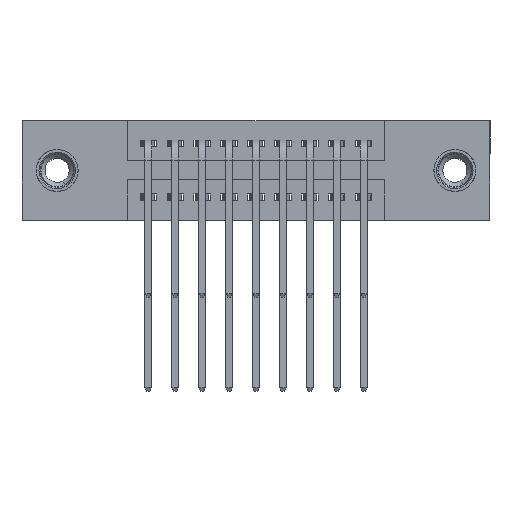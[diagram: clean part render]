
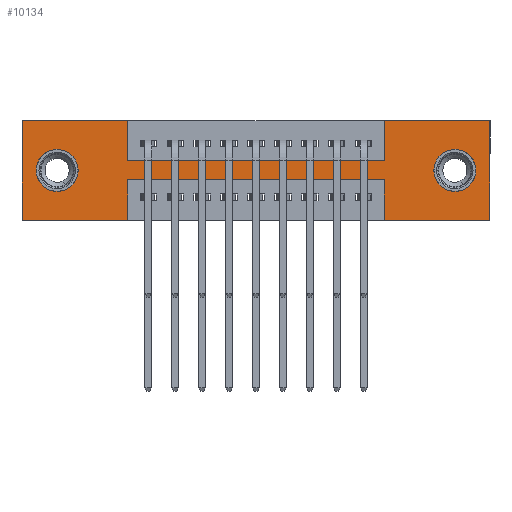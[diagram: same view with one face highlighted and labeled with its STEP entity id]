
A CAD part, front view. The second image highlights one B-rep face of the part: STEP entity #10134.
In plain terms, the highlighted planar face has unit normal (0, -1, 0).
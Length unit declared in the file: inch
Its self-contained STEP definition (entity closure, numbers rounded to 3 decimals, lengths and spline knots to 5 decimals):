
#127 = ORIENTED_EDGE ( 'NONE', *, *, #4218, .F. ) ;
#222 = VERTEX_POINT ( 'NONE', #1995 ) ;
#229 = CARTESIAN_POINT ( 'NONE',  ( 0.3925, 0., 0. ) ) ;
#969 = VERTEX_POINT ( 'NONE', #17089 ) ;
#1020 = LINE ( 'NONE', #13230, #8219 ) ;
#1086 = VECTOR ( 'NONE', #15777, 39.37008 ) ;
#1738 = CARTESIAN_POINT ( 'NONE',  ( 0.13, 0., -0.107 ) ) ;
#1771 = DIRECTION ( 'NONE',  ( 0., 0., -1. ) ) ;
#1797 = VECTOR ( 'NONE', #7723, 39.37008 ) ;
#1812 = VECTOR ( 'NONE', #3878, 39.37008 ) ;
#1827 = CARTESIAN_POINT ( 'NONE',  ( 1.605, 0., -0.263 ) ) ;
#1907 = EDGE_CURVE ( 'NONE', #11756, #16352, #7321, .T. ) ;
#1959 = DIRECTION ( 'NONE',  ( 1., 0., 0. ) ) ;
#1995 = CARTESIAN_POINT ( 'NONE',  ( 0., 0., 0. ) ) ;
#2239 = VERTEX_POINT ( 'NONE', #2428 ) ;
#2247 = EDGE_CURVE ( 'NONE', #12250, #2690, #13780, .T. ) ;
#2428 = CARTESIAN_POINT ( 'NONE',  ( 0.3925, 0., -0.15 ) ) ;
#2560 = CARTESIAN_POINT ( 'NONE',  ( 0., 0., -0.37 ) ) ;
#2690 = VERTEX_POINT ( 'NONE', #1738 ) ;
#2884 = EDGE_CURVE ( 'NONE', #4096, #6890, #16046, .T. ) ;
#3015 = CARTESIAN_POINT ( 'NONE',  ( 0.13, 0., -0.263 ) ) ;
#3054 = CARTESIAN_POINT ( 'NONE',  ( 1.735, 0., -0.37 ) ) ;
#3226 = LINE ( 'NONE', #229, #10165 ) ;
#3317 = ORIENTED_EDGE ( 'NONE', *, *, #5787, .F. ) ;
#3605 = VERTEX_POINT ( 'NONE', #9373 ) ;
#3628 = ORIENTED_EDGE ( 'NONE', *, *, #4367, .F. ) ;
#3854 = ORIENTED_EDGE ( 'NONE', *, *, #7984, .F. ) ;
#3878 = DIRECTION ( 'NONE',  ( -1., 0., 0. ) ) ;
#4016 = EDGE_CURVE ( 'NONE', #969, #8867, #4396, .T. ) ;
#4096 = VERTEX_POINT ( 'NONE', #1827 ) ;
#4218 = EDGE_CURVE ( 'NONE', #2239, #15224, #8702, .T. ) ;
#4299 = CIRCLE ( 'NONE', #5457, 0.078 ) ;
#4367 = EDGE_CURVE ( 'NONE', #8481, #12520, #16832, .T. ) ;
#4371 = CARTESIAN_POINT ( 'NONE',  ( 1.3425, 0., -0.37 ) ) ;
#4396 = LINE ( 'NONE', #7438, #14760 ) ;
#5027 = LINE ( 'NONE', #4371, #11790 ) ;
#5290 = CARTESIAN_POINT ( 'NONE',  ( 1.3425, 0., -0.37 ) ) ;
#5371 = EDGE_LOOP ( 'NONE', ( #10650, #12690 ) ) ;
#5425 = DIRECTION ( 'NONE',  ( 0., 0., -1. ) ) ;
#5457 = AXIS2_PLACEMENT_3D ( 'NONE', #5925, #15296, #7315 ) ;
#5479 = DIRECTION ( 'NONE',  ( 0., 1., 0. ) ) ;
#5689 = EDGE_CURVE ( 'NONE', #3605, #2239, #3226, .T. ) ;
#5736 = LINE ( 'NONE', #9361, #1812 ) ;
#5787 = EDGE_CURVE ( 'NONE', #12520, #969, #6156, .T. ) ;
#5925 = CARTESIAN_POINT ( 'NONE',  ( 0.13, 0., -0.185 ) ) ;
#5986 = VECTOR ( 'NONE', #10853, 39.37008 ) ;
#6115 = CARTESIAN_POINT ( 'NONE',  ( 1.735, 0., 0. ) ) ;
#6156 = LINE ( 'NONE', #13089, #1797 ) ;
#6167 = FACE_BOUND ( 'NONE', #5371, .T. ) ;
#6246 = EDGE_CURVE ( 'NONE', #2690, #12250, #4299, .T. ) ;
#6438 = ORIENTED_EDGE ( 'NONE', *, *, #2884, .T. ) ;
#6602 = DIRECTION ( 'NONE',  ( 0., 0., 1. ) ) ;
#6664 = DIRECTION ( 'NONE',  ( 0., 1., 0. ) ) ;
#6667 = CARTESIAN_POINT ( 'NONE',  ( 0.13, 0., -0.185 ) ) ;
#6890 = VERTEX_POINT ( 'NONE', #9985 ) ;
#6893 = PLANE ( 'NONE',  #9585 ) ;
#7249 = DIRECTION ( 'NONE',  ( 1., 0., 0. ) ) ;
#7315 = DIRECTION ( 'NONE',  ( 0., 0., 1. ) ) ;
#7321 = LINE ( 'NONE', #6115, #14408 ) ;
#7438 = CARTESIAN_POINT ( 'NONE',  ( 0., 0., -0.37 ) ) ;
#7599 = EDGE_CURVE ( 'NONE', #222, #3605, #11911, .T. ) ;
#7720 = CARTESIAN_POINT ( 'NONE',  ( 0.3925, 0., -0.15 ) ) ;
#7723 = DIRECTION ( 'NONE',  ( 0., 0., -1. ) ) ;
#7984 = EDGE_CURVE ( 'NONE', #9693, #11756, #10860, .T. ) ;
#8110 = AXIS2_PLACEMENT_3D ( 'NONE', #13531, #5479, #14868 ) ;
#8219 = VECTOR ( 'NONE', #14573, 39.37008 ) ;
#8223 = CIRCLE ( 'NONE', #8110, 0.078 ) ;
#8239 = DIRECTION ( 'NONE',  ( 0., -1., 0. ) ) ;
#8321 = ORIENTED_EDGE ( 'NONE', *, *, #12550, .F. ) ;
#8342 = VERTEX_POINT ( 'NONE', #5290 ) ;
#8481 = VERTEX_POINT ( 'NONE', #14976 ) ;
#8702 = LINE ( 'NONE', #7720, #1086 ) ;
#8780 = DIRECTION ( 'NONE',  ( -1., 0., 0. ) ) ;
#8867 = VERTEX_POINT ( 'NONE', #13297 ) ;
#9273 = ORIENTED_EDGE ( 'NONE', *, *, #13818, .F. ) ;
#9307 = ORIENTED_EDGE ( 'NONE', *, *, #7599, .F. ) ;
#9361 = CARTESIAN_POINT ( 'NONE',  ( 0., 0., -0.37 ) ) ;
#9373 = CARTESIAN_POINT ( 'NONE',  ( 0.3925, 0., 0. ) ) ;
#9467 = CARTESIAN_POINT ( 'NONE',  ( 0.3925, 0., -0.22 ) ) ;
#9585 = AXIS2_PLACEMENT_3D ( 'NONE', #2560, #8239, #17547 ) ;
#9693 = VERTEX_POINT ( 'NONE', #12625 ) ;
#9750 = FACE_BOUND ( 'NONE', #14058, .T. ) ;
#9985 = CARTESIAN_POINT ( 'NONE',  ( 1.605, 0., -0.107 ) ) ;
#10134 = ADVANCED_FACE ( 'NONE', ( #9750, #6167, #16409 ), #6893, .T. ) ;
#10165 = VECTOR ( 'NONE', #1771, 39.37008 ) ;
#10650 = ORIENTED_EDGE ( 'NONE', *, *, #6246, .T. ) ;
#10853 = DIRECTION ( 'NONE',  ( 0., 0., 1. ) ) ;
#10860 = LINE ( 'NONE', #17904, #13566 ) ;
#10973 = ORIENTED_EDGE ( 'NONE', *, *, #17423, .T. ) ;
#11756 = VERTEX_POINT ( 'NONE', #13020 ) ;
#11790 = VECTOR ( 'NONE', #17789, 39.37008 ) ;
#11911 = LINE ( 'NONE', #14431, #13587 ) ;
#12139 = DIRECTION ( 'NONE',  ( -1., 0., 0. ) ) ;
#12250 = VERTEX_POINT ( 'NONE', #3015 ) ;
#12519 = ORIENTED_EDGE ( 'NONE', *, *, #4016, .F. ) ;
#12520 = VERTEX_POINT ( 'NONE', #15856 ) ;
#12550 = EDGE_CURVE ( 'NONE', #8867, #222, #1020, .T. ) ;
#12625 = CARTESIAN_POINT ( 'NONE',  ( 1.3425, 0., 0. ) ) ;
#12690 = ORIENTED_EDGE ( 'NONE', *, *, #2247, .T. ) ;
#12725 = CARTESIAN_POINT ( 'NONE',  ( 1.3425, 0., -0.15 ) ) ;
#13020 = CARTESIAN_POINT ( 'NONE',  ( 1.735, 0., 0. ) ) ;
#13089 = CARTESIAN_POINT ( 'NONE',  ( 0.3925, 0., -0.37 ) ) ;
#13230 = CARTESIAN_POINT ( 'NONE',  ( 0., 0., 0. ) ) ;
#13292 = VECTOR ( 'NONE', #12139, 39.37008 ) ;
#13297 = CARTESIAN_POINT ( 'NONE',  ( 0., 0., -0.37 ) ) ;
#13531 = CARTESIAN_POINT ( 'NONE',  ( 1.605, 0., -0.185 ) ) ;
#13566 = VECTOR ( 'NONE', #7249, 39.37008 ) ;
#13587 = VECTOR ( 'NONE', #1959, 39.37008 ) ;
#13653 = AXIS2_PLACEMENT_3D ( 'NONE', #15417, #15401, #15349 ) ;
#13780 = CIRCLE ( 'NONE', #17883, 0.078 ) ;
#13818 = EDGE_CURVE ( 'NONE', #15224, #9693, #17487, .T. ) ;
#14058 = EDGE_LOOP ( 'NONE', ( #10973, #6438 ) ) ;
#14408 = VECTOR ( 'NONE', #5425, 39.37008 ) ;
#14431 = CARTESIAN_POINT ( 'NONE',  ( 0., 0., 0. ) ) ;
#14508 = EDGE_LOOP ( 'NONE', ( #3317, #3628, #17328, #17161, #16357, #3854, #9273, #127, #16006, #9307, #8321, #12519 ) ) ;
#14573 = DIRECTION ( 'NONE',  ( 0., 0., 1. ) ) ;
#14760 = VECTOR ( 'NONE', #8780, 39.37008 ) ;
#14868 = DIRECTION ( 'NONE',  ( 0., 0., -1. ) ) ;
#14976 = CARTESIAN_POINT ( 'NONE',  ( 1.3425, 0., -0.22 ) ) ;
#14986 = EDGE_CURVE ( 'NONE', #16352, #8342, #5736, .T. ) ;
#15224 = VERTEX_POINT ( 'NONE', #12725 ) ;
#15296 = DIRECTION ( 'NONE',  ( 0., 1., 0. ) ) ;
#15349 = DIRECTION ( 'NONE',  ( 0., 0., -1. ) ) ;
#15401 = DIRECTION ( 'NONE',  ( 0., 1., 0. ) ) ;
#15417 = CARTESIAN_POINT ( 'NONE',  ( 1.605, 0., -0.185 ) ) ;
#15777 = DIRECTION ( 'NONE',  ( 1., 0., 0. ) ) ;
#15856 = CARTESIAN_POINT ( 'NONE',  ( 0.3925, 0., -0.22 ) ) ;
#16006 = ORIENTED_EDGE ( 'NONE', *, *, #5689, .F. ) ;
#16046 = CIRCLE ( 'NONE', #13653, 0.078 ) ;
#16158 = CARTESIAN_POINT ( 'NONE',  ( 1.3425, 0., 0. ) ) ;
#16352 = VERTEX_POINT ( 'NONE', #3054 ) ;
#16357 = ORIENTED_EDGE ( 'NONE', *, *, #1907, .F. ) ;
#16409 = FACE_OUTER_BOUND ( 'NONE', #14508, .T. ) ;
#16832 = LINE ( 'NONE', #9467, #13292 ) ;
#16913 = EDGE_CURVE ( 'NONE', #8342, #8481, #5027, .T. ) ;
#17089 = CARTESIAN_POINT ( 'NONE',  ( 0.3925, 0., -0.37 ) ) ;
#17161 = ORIENTED_EDGE ( 'NONE', *, *, #14986, .F. ) ;
#17328 = ORIENTED_EDGE ( 'NONE', *, *, #16913, .F. ) ;
#17423 = EDGE_CURVE ( 'NONE', #6890, #4096, #8223, .T. ) ;
#17487 = LINE ( 'NONE', #16158, #5986 ) ;
#17547 = DIRECTION ( 'NONE',  ( 0., 0., -1. ) ) ;
#17789 = DIRECTION ( 'NONE',  ( 0., 0., 1. ) ) ;
#17883 = AXIS2_PLACEMENT_3D ( 'NONE', #6667, #6664, #6602 ) ;
#17904 = CARTESIAN_POINT ( 'NONE',  ( 0., 0., 0. ) ) ;
